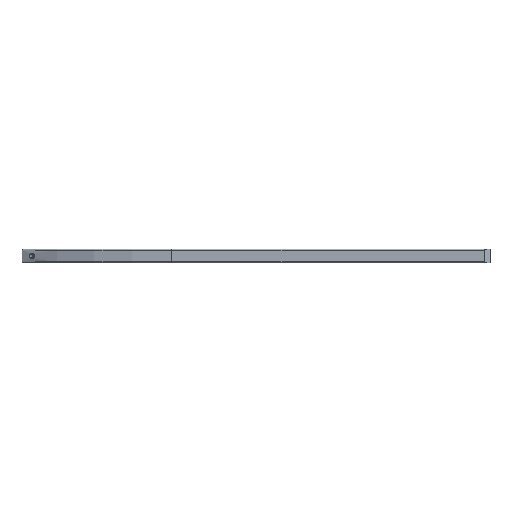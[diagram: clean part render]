
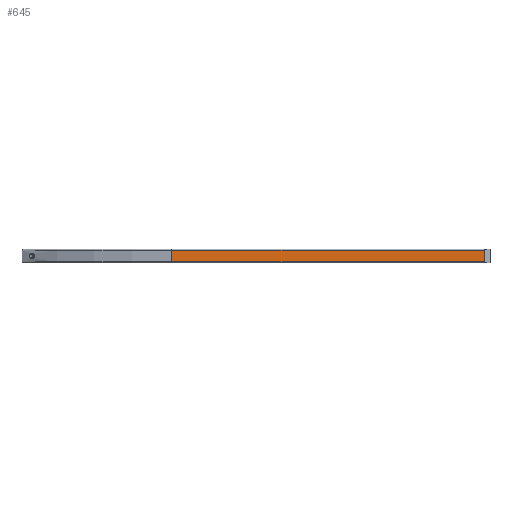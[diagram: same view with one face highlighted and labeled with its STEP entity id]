
A CAD part, front view. The second image highlights one B-rep face of the part: STEP entity #645.
In plain terms, the highlighted planar face has unit normal (0, -1, 0).
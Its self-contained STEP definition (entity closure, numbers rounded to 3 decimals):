
#5 = DIRECTION ( 'NONE',  ( 0., 0., -1. ) ) ;
#59 = PLANE ( 'NONE',  #655 ) ;
#62 = CARTESIAN_POINT ( 'NONE',  ( 842., -11., 16. ) ) ;
#120 = EDGE_CURVE ( 'NONE', #294, #199, #420, .T. ) ;
#199 = VERTEX_POINT ( 'NONE', #62 ) ;
#250 = CARTESIAN_POINT ( 'NONE',  ( 0., -11., 16. ) ) ;
#267 = CARTESIAN_POINT ( 'NONE',  ( 0., -11., 16. ) ) ;
#292 = DIRECTION ( 'NONE',  ( 0., 0., 1. ) ) ;
#294 = VERTEX_POINT ( 'NONE', #869 ) ;
#325 = DIRECTION ( 'NONE',  ( 0., -1., 0. ) ) ;
#338 = CARTESIAN_POINT ( 'NONE',  ( 0., -11., -16. ) ) ;
#420 = LINE ( 'NONE', #939, #1539 ) ;
#439 = DIRECTION ( 'NONE',  ( 1., 0., 0. ) ) ;
#468 = VECTOR ( 'NONE', #439, 1000. ) ;
#645 = ADVANCED_FACE ( 'NONE', ( #1657 ), #59, .T. ) ;
#655 = AXIS2_PLACEMENT_3D ( 'NONE', #974, #325, #845 ) ;
#716 = ORIENTED_EDGE ( 'NONE', *, *, #811, .F. ) ;
#730 = EDGE_CURVE ( 'NONE', #1443, #294, #1551, .T. ) ;
#811 = EDGE_CURVE ( 'NONE', #1497, #199, #1101, .T. ) ;
#845 = DIRECTION ( 'NONE',  ( 0., 0., -1. ) ) ;
#869 = CARTESIAN_POINT ( 'NONE',  ( 842., -11., -16. ) ) ;
#939 = CARTESIAN_POINT ( 'NONE',  ( 842., -11., 16. ) ) ;
#974 = CARTESIAN_POINT ( 'NONE',  ( 0., -11., 16. ) ) ;
#1011 = VECTOR ( 'NONE', #1284, 1000. ) ;
#1043 = ORIENTED_EDGE ( 'NONE', *, *, #120, .T. ) ;
#1045 = CARTESIAN_POINT ( 'NONE',  ( 0., -11., 16. ) ) ;
#1084 = ORIENTED_EDGE ( 'NONE', *, *, #1712, .T. ) ;
#1101 = LINE ( 'NONE', #1045, #468 ) ;
#1132 = CARTESIAN_POINT ( 'NONE',  ( 0., -11., -16. ) ) ;
#1169 = EDGE_LOOP ( 'NONE', ( #1596, #1043, #716, #1084 ) ) ;
#1284 = DIRECTION ( 'NONE',  ( 1., 0., 0. ) ) ;
#1443 = VERTEX_POINT ( 'NONE', #338 ) ;
#1497 = VERTEX_POINT ( 'NONE', #250 ) ;
#1539 = VECTOR ( 'NONE', #292, 1000. ) ;
#1551 = LINE ( 'NONE', #1132, #1011 ) ;
#1596 = ORIENTED_EDGE ( 'NONE', *, *, #730, .T. ) ;
#1607 = LINE ( 'NONE', #267, #1663 ) ;
#1657 = FACE_OUTER_BOUND ( 'NONE', #1169, .T. ) ;
#1663 = VECTOR ( 'NONE', #5, 1000. ) ;
#1712 = EDGE_CURVE ( 'NONE', #1497, #1443, #1607, .T. ) ;
